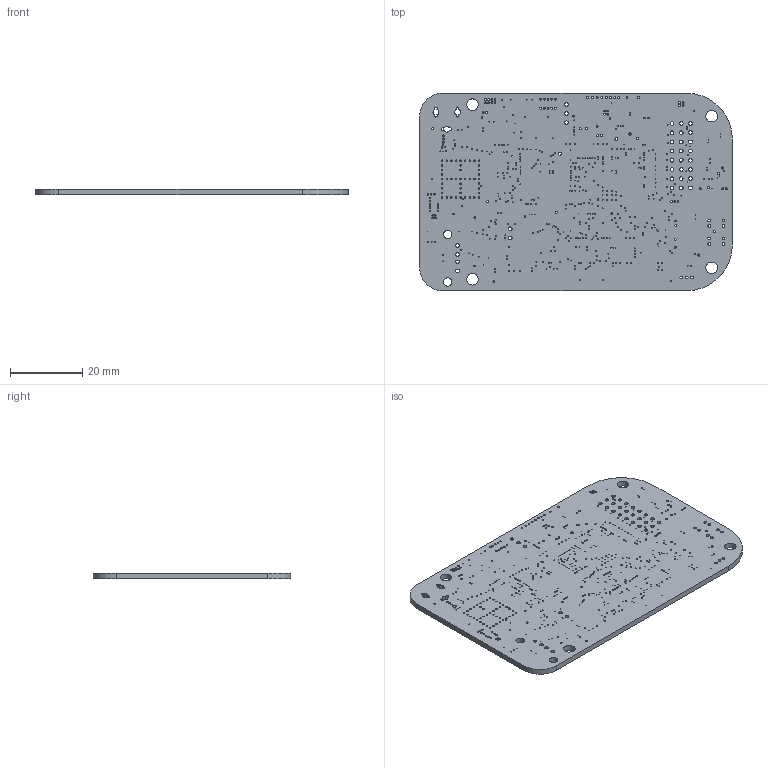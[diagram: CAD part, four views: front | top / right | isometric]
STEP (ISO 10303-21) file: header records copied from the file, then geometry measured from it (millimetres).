
FILE_DESCRIPTION(/* description */ (''),/* implementation_level */ '2;1');
FILE_NAME(/* name */ 'Board_ipt_d288eee5.STEP',/* time_stamp */ '2022-06-02T14:50:16+03:00',/* author */ ('Sulieman DAHER'),/* organization */ (''),/* preprocessor_version */ 'ST-DEVELOPER v16.13',/* originating_system */ 'Autodesk Inventor 2018',/* authorisation */ '');
FILE_SCHEMA (('AUTOMOTIVE_DESIGN { 1 0 10303 214 3 1 1 }'));
Length unit declared in the file: millimetre
Products named in the file (1): Board
Bounding box: 86.36 x 54.61 x 1.57 mm (x, y, z)
Volume: 7064.8 mm3; surface area: 10698.1 mm2
Topology: 1 solids, 1 shells, 717 faces, 2145 edges, 1430 vertices
Faces by surface type: cylinder 711, plane 6
Full cylindrical faces by diameter (mm): 0.254 x504, 0.406 x64, 0.5 x69, 0.6 x6, 0.787 x11, 0.813 x2, 1 x33, 2.3 x2, 3.175 x4
Entity records: 24404 total; most frequent: DIRECTION 4308, CARTESIAN_POINT 3598, ORIENTED_EDGE 2900, EDGE_LOOP 2808, AXIS2_PLACEMENT_3D 2140, FACE_BOUND 2091, EDGE_CURVE 1450, VERTEX_POINT 1430
